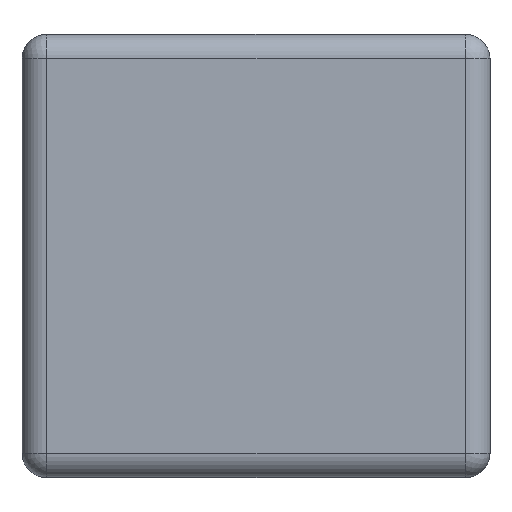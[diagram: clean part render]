
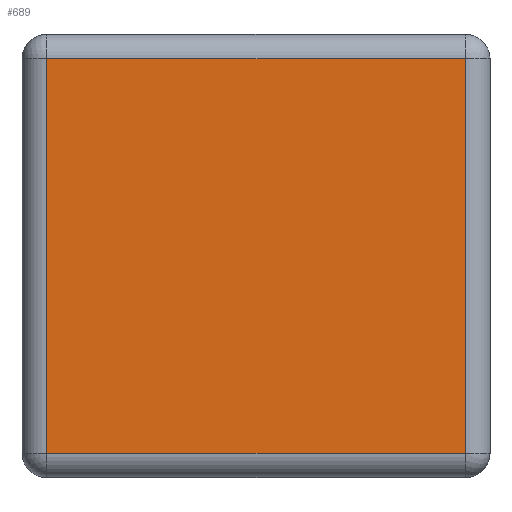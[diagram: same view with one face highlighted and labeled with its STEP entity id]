
A CAD part, left-side view. The second image highlights one B-rep face of the part: STEP entity #689.
In plain terms, the highlighted planar face has unit normal (-1, 0, 0).
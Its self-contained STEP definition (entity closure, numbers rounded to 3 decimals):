
#31=PLANE('',#771);
#61=LINE('',#1113,#117);
#65=LINE('',#1129,#121);
#68=LINE('',#1140,#124);
#70=LINE('',#1143,#126);
#117=VECTOR('',#901,1.6);
#121=VECTOR('',#919,1.7);
#124=VECTOR('',#932,1.6);
#126=VECTOR('',#936,1.7);
#205=FACE_OUTER_BOUND('',#251,.T.);
#251=EDGE_LOOP('',(#581,#582,#583,#584));
#325=VERTEX_POINT('',#1099);
#328=VERTEX_POINT('',#1106);
#335=VERTEX_POINT('',#1125);
#338=VERTEX_POINT('',#1135);
#403=EDGE_CURVE('',#328,#325,#61,.T.);
#411=EDGE_CURVE('',#325,#335,#65,.T.);
#417=EDGE_CURVE('',#335,#338,#68,.T.);
#419=EDGE_CURVE('',#338,#328,#70,.T.);
#581=ORIENTED_EDGE('',*,*,#403,.F.);
#582=ORIENTED_EDGE('',*,*,#419,.F.);
#583=ORIENTED_EDGE('',*,*,#417,.F.);
#584=ORIENTED_EDGE('',*,*,#411,.F.);
#689=ADVANCED_FACE('',(#205),#31,.T.);
#771=AXIS2_PLACEMENT_3D('',#1166,#961,#962);
#901=DIRECTION('',(0.,0.,-1.));
#919=DIRECTION('',(0.,1.,0.));
#932=DIRECTION('',(0.,0.,1.));
#936=DIRECTION('',(0.,-1.,0.));
#961=DIRECTION('center_axis',(-1.,0.,0.));
#962=DIRECTION('ref_axis',(0.,-1.,0.));
#1099=CARTESIAN_POINT('',(-1.8,-0.85,0.1));
#1106=CARTESIAN_POINT('',(-1.8,-0.85,1.7));
#1113=CARTESIAN_POINT('',(-1.8,-0.85,0.));
#1125=CARTESIAN_POINT('',(-1.8,0.85,0.1));
#1129=CARTESIAN_POINT('',(-1.8,0.475,0.1));
#1135=CARTESIAN_POINT('',(-1.8,0.85,1.7));
#1140=CARTESIAN_POINT('',(-1.8,0.85,0.));
#1143=CARTESIAN_POINT('',(-1.8,0.475,1.7));
#1166=CARTESIAN_POINT('Origin',(-1.8,0.95,0.));
